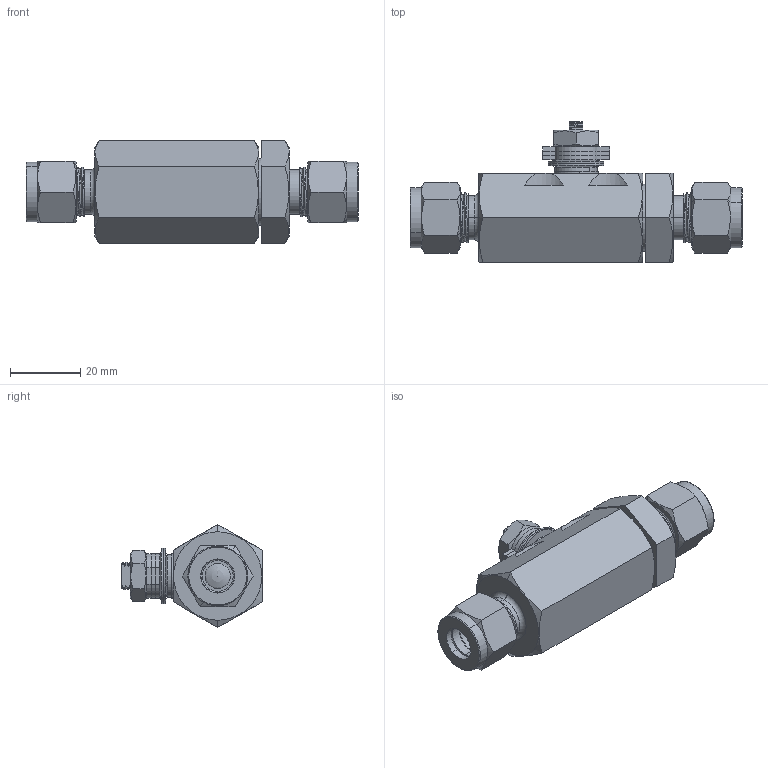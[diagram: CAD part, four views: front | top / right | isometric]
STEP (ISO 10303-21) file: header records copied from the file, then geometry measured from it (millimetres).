
FILE_DESCRIPTION (( 'STEP AP203' ), '1' );
FILE_NAME ('8204XXC6Z.step', '2018-03-12T14:15:05', ( '' ), ( '' ), 'SwSTEP 2.0', 'SolidWorks 2017', '' );
FILE_SCHEMA (( 'CONFIG_CONTROL_DESIGN' ));
Products named in the file (1): 8204XXC6Z
Bounding box: 94.45 x 40.03 x 29.33 mm (x, y, z)
Volume: 34408.6 mm3; surface area: 23298.3 mm2
Topology: 21 solids, 21 shells, 543 faces, 1356 edges, 869 vertices
Faces by surface type: cylinder 226, plane 130, cone 98, bspline 69, torus 18, sphere 2
Entity records: 47058 total; most frequent: CARTESIAN_POINT 35199, ORIENTED_EDGE 2700, DIRECTION 2183, EDGE_CURVE 1350, VERTEX_POINT 865, AXIS2_PLACEMENT_3D 851, EDGE_LOOP 603, ADVANCED_FACE 543
